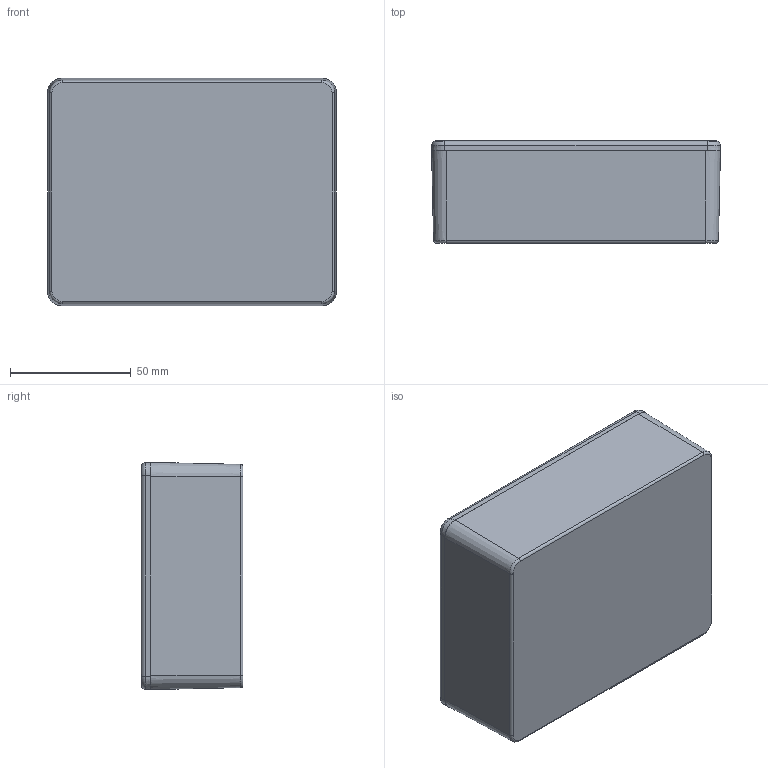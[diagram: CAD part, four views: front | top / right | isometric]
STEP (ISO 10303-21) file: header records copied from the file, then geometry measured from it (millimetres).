
FILE_DESCRIPTION(/* description */ (''),/* implementation_level */ '2;1');
FILE_NAME(/* name */ '1590BBS.stp',/* time_stamp */ '2020-05-22T13:16:39-04:00',/* author */ ('mbeerman'),/* organization */ (''),/* preprocessor_version */ 'ST-DEVELOPER v18.1',/* originating_system */ 'Autodesk Inventor 2020',/* authorisation */ '');
FILE_SCHEMA (('AUTOMOTIVE_DESIGN { 1 0 10303 214 3 1 1 }'));
Products named in the file (4): 1590BBS; 1590BBS BOX; 1590C LID; #13309
Assembly tree (2 placements, depth 2):
  1590BBS
    1590BBS BOX
    1590C LID
  #13309
Bounding box: 119.5 x 42.1 x 94 mm (x, y, z)
Volume: 88613.8 mm3; surface area: 78718.5 mm2
Topology: 6 solids, 6 shells, 475 faces, 1256 edges, 820 vertices
Faces by surface type: plane 253, bspline 90, cylinder 64, cone 44, torus 16, sphere 8
Full cylindrical faces by diameter (mm): 2.642 x4, 3.378 x4, 3.9 x4, 4 x4, 6.858 x4
Entity records: 13282 total; most frequent: CARTESIAN_POINT 3872, ORIENTED_EDGE 2070, DIRECTION 1645, EDGE_CURVE 1035, VERTEX_POINT 676, LINE 623, VECTOR 623, AXIS2_PLACEMENT_3D 511
